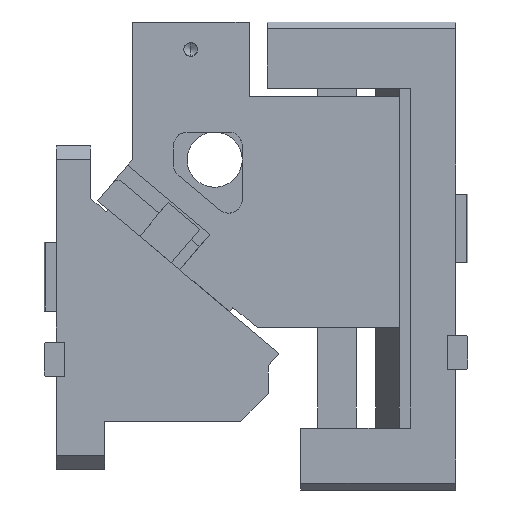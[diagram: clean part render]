
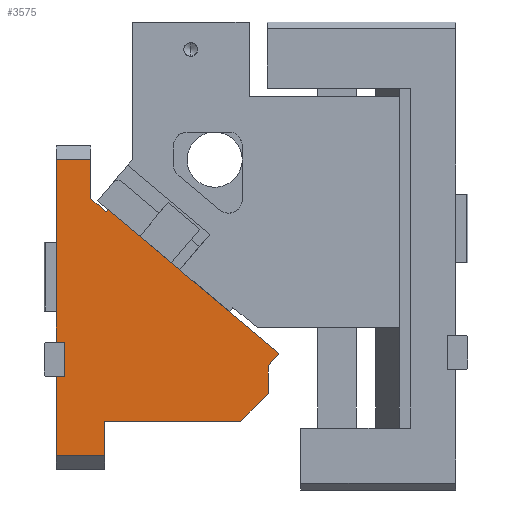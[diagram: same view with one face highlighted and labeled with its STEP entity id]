
A CAD part, left-side view. The second image highlights one B-rep face of the part: STEP entity #3575.
In plain terms, the highlighted planar face has unit normal (-1, 0, 0).
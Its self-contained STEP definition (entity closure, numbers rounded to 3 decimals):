
#3363=CARTESIAN_POINT('Vertex',(-40.,59.917,-136.429)) ;
#3366=CARTESIAN_POINT('Line Origine',(-40.,-2.132,-188.495)) ;
#3370=CARTESIAN_POINT('Vertex',(-40.,-64.182,-240.561)) ;
#3437=CARTESIAN_POINT('Line Origine',(-40.,-60.325,-245.157)) ;
#3441=CARTESIAN_POINT('Vertex',(-40.,-56.469,-249.753)) ;
#3456=CARTESIAN_POINT('Axis2P3D Location',(-40.,-56.469,-121.892)) ;
#3461=CARTESIAN_POINT('Line Origine',(-40.,85.,-100.)) ;
#3465=CARTESIAN_POINT('Vertex',(-40.,72.5,-100.)) ;
#3467=CARTESIAN_POINT('Vertex',(-40.,97.5,-100.)) ;
#3470=CARTESIAN_POINT('Line Origine',(-40.,97.5,-166.25)) ;
#3474=CARTESIAN_POINT('Vertex',(-40.,97.5,-232.5)) ;
#3477=CARTESIAN_POINT('Line Origine',(-40.,94.5,-232.5)) ;
#3481=CARTESIAN_POINT('Vertex',(-40.,91.5,-232.5)) ;
#3484=CARTESIAN_POINT('Line Origine',(-40.,91.5,-245.)) ;
#3488=CARTESIAN_POINT('Vertex',(-40.,91.5,-257.5)) ;
#3491=CARTESIAN_POINT('Line Origine',(-40.,94.5,-257.5)) ;
#3495=CARTESIAN_POINT('Vertex',(-40.,97.5,-257.5)) ;
#3498=CARTESIAN_POINT('Line Origine',(-40.,97.5,-286.25)) ;
#3502=CARTESIAN_POINT('Vertex',(-40.,97.5,-315.)) ;
#3505=CARTESIAN_POINT('Line Origine',(-40.,80.,-315.)) ;
#3509=CARTESIAN_POINT('Vertex',(-40.,62.5,-315.)) ;
#3512=CARTESIAN_POINT('Line Origine',(-40.,62.5,-302.5)) ;
#3516=CARTESIAN_POINT('Vertex',(-40.,62.5,-290.)) ;
#3519=CARTESIAN_POINT('Line Origine',(-40.,13.016,-290.)) ;
#3523=CARTESIAN_POINT('Vertex',(-40.,-36.469,-290.)) ;
#3526=CARTESIAN_POINT('Line Origine',(-40.,-46.469,-280.)) ;
#3530=CARTESIAN_POINT('Vertex',(-40.,-56.469,-270.)) ;
#3533=CARTESIAN_POINT('Line Origine',(-40.,-56.469,-259.877)) ;
#3538=CARTESIAN_POINT('Line Origine',(-40.,60.56,-137.195)) ;
#3542=CARTESIAN_POINT('Vertex',(-40.,61.203,-137.961)) ;
#3545=CARTESIAN_POINT('Line Origine',(-40.,66.851,-133.221)) ;
#3549=CARTESIAN_POINT('Vertex',(-40.,72.5,-128.482)) ;
#3552=CARTESIAN_POINT('Line Origine',(-40.,72.5,-114.241)) ;
#3367=DIRECTION('Vector Direction',(0.,0.766,0.643)) ;
#3438=DIRECTION('Vector Direction',(0.,0.643,-0.766)) ;
#3457=DIRECTION('Axis2P3D Direction',(1.,-0.,0.)) ;
#3458=DIRECTION('Axis2P3D XDirection',(0.,0.,-1.)) ;
#3462=DIRECTION('Vector Direction',(0.,1.,0.)) ;
#3471=DIRECTION('Vector Direction',(0.,0.,1.)) ;
#3478=DIRECTION('Vector Direction',(0.,1.,0.)) ;
#3485=DIRECTION('Vector Direction',(0.,0.,1.)) ;
#3492=DIRECTION('Vector Direction',(0.,1.,0.)) ;
#3499=DIRECTION('Vector Direction',(0.,0.,1.)) ;
#3506=DIRECTION('Vector Direction',(0.,-1.,0.)) ;
#3513=DIRECTION('Vector Direction',(0.,0.,1.)) ;
#3520=DIRECTION('Vector Direction',(0.,1.,0.)) ;
#3527=DIRECTION('Vector Direction',(0.,-0.707,0.707)) ;
#3534=DIRECTION('Vector Direction',(0.,0.,-1.)) ;
#3539=DIRECTION('Vector Direction',(0.,0.643,-0.766)) ;
#3546=DIRECTION('Vector Direction',(0.,-0.766,-0.643)) ;
#3553=DIRECTION('Vector Direction',(0.,0.,1.)) ;
#3459=AXIS2_PLACEMENT_3D('Plane Axis2P3D',#3456,#3457,#3458) ;
#3558=ORIENTED_EDGE('',*,*,#3469,.T.) ;
#3559=ORIENTED_EDGE('',*,*,#3476,.F.) ;
#3560=ORIENTED_EDGE('',*,*,#3483,.F.) ;
#3561=ORIENTED_EDGE('',*,*,#3490,.F.) ;
#3562=ORIENTED_EDGE('',*,*,#3497,.T.) ;
#3563=ORIENTED_EDGE('',*,*,#3504,.F.) ;
#3564=ORIENTED_EDGE('',*,*,#3511,.T.) ;
#3565=ORIENTED_EDGE('',*,*,#3518,.T.) ;
#3566=ORIENTED_EDGE('',*,*,#3525,.F.) ;
#3567=ORIENTED_EDGE('',*,*,#3532,.T.) ;
#3568=ORIENTED_EDGE('',*,*,#3537,.F.) ;
#3569=ORIENTED_EDGE('',*,*,#3443,.F.) ;
#3570=ORIENTED_EDGE('',*,*,#3372,.T.) ;
#3571=ORIENTED_EDGE('',*,*,#3544,.T.) ;
#3572=ORIENTED_EDGE('',*,*,#3551,.F.) ;
#3573=ORIENTED_EDGE('',*,*,#3556,.T.) ;
#3368=VECTOR('Line Direction',#3367,1.) ;
#3439=VECTOR('Line Direction',#3438,1.) ;
#3463=VECTOR('Line Direction',#3462,1.) ;
#3472=VECTOR('Line Direction',#3471,1.) ;
#3479=VECTOR('Line Direction',#3478,1.) ;
#3486=VECTOR('Line Direction',#3485,1.) ;
#3493=VECTOR('Line Direction',#3492,1.) ;
#3500=VECTOR('Line Direction',#3499,1.) ;
#3507=VECTOR('Line Direction',#3506,1.) ;
#3514=VECTOR('Line Direction',#3513,1.) ;
#3521=VECTOR('Line Direction',#3520,1.) ;
#3528=VECTOR('Line Direction',#3527,1.) ;
#3535=VECTOR('Line Direction',#3534,1.) ;
#3540=VECTOR('Line Direction',#3539,1.) ;
#3547=VECTOR('Line Direction',#3546,1.) ;
#3554=VECTOR('Line Direction',#3553,1.) ;
#3575=ADVANCED_FACE('CAM DRIVER',(#3574),#3460,.F.) ;
#3372=EDGE_CURVE('',#3371,#3364,#3369,.T.) ;
#3443=EDGE_CURVE('',#3371,#3442,#3440,.T.) ;
#3469=EDGE_CURVE('',#3466,#3468,#3464,.T.) ;
#3476=EDGE_CURVE('',#3475,#3468,#3473,.T.) ;
#3483=EDGE_CURVE('',#3482,#3475,#3480,.T.) ;
#3490=EDGE_CURVE('',#3489,#3482,#3487,.T.) ;
#3497=EDGE_CURVE('',#3489,#3496,#3494,.T.) ;
#3504=EDGE_CURVE('',#3503,#3496,#3501,.T.) ;
#3511=EDGE_CURVE('',#3503,#3510,#3508,.T.) ;
#3518=EDGE_CURVE('',#3510,#3517,#3515,.T.) ;
#3525=EDGE_CURVE('',#3524,#3517,#3522,.T.) ;
#3532=EDGE_CURVE('',#3524,#3531,#3529,.T.) ;
#3537=EDGE_CURVE('',#3442,#3531,#3536,.T.) ;
#3544=EDGE_CURVE('',#3364,#3543,#3541,.T.) ;
#3551=EDGE_CURVE('',#3550,#3543,#3548,.T.) ;
#3556=EDGE_CURVE('',#3550,#3466,#3555,.T.) ;
#3557=EDGE_LOOP('',(#3558,#3559,#3560,#3561,#3562,#3563,#3564,#3565,#3566,#3567,#3568,#3569,#3570,#3571,#3572,#3573)) ;
#3574=FACE_OUTER_BOUND('',#3557,.T.) ;
#3369=LINE('Line',#3366,#3368) ;
#3440=LINE('Line',#3437,#3439) ;
#3464=LINE('Line',#3461,#3463) ;
#3473=LINE('Line',#3470,#3472) ;
#3480=LINE('Line',#3477,#3479) ;
#3487=LINE('Line',#3484,#3486) ;
#3494=LINE('Line',#3491,#3493) ;
#3501=LINE('Line',#3498,#3500) ;
#3508=LINE('Line',#3505,#3507) ;
#3515=LINE('Line',#3512,#3514) ;
#3522=LINE('Line',#3519,#3521) ;
#3529=LINE('Line',#3526,#3528) ;
#3536=LINE('Line',#3533,#3535) ;
#3541=LINE('Line',#3538,#3540) ;
#3548=LINE('Line',#3545,#3547) ;
#3555=LINE('Line',#3552,#3554) ;
#3460=PLANE('Plane',#3459) ;
#3364=VERTEX_POINT('',#3363) ;
#3371=VERTEX_POINT('',#3370) ;
#3442=VERTEX_POINT('',#3441) ;
#3466=VERTEX_POINT('',#3465) ;
#3468=VERTEX_POINT('',#3467) ;
#3475=VERTEX_POINT('',#3474) ;
#3482=VERTEX_POINT('',#3481) ;
#3489=VERTEX_POINT('',#3488) ;
#3496=VERTEX_POINT('',#3495) ;
#3503=VERTEX_POINT('',#3502) ;
#3510=VERTEX_POINT('',#3509) ;
#3517=VERTEX_POINT('',#3516) ;
#3524=VERTEX_POINT('',#3523) ;
#3531=VERTEX_POINT('',#3530) ;
#3543=VERTEX_POINT('',#3542) ;
#3550=VERTEX_POINT('',#3549) ;
